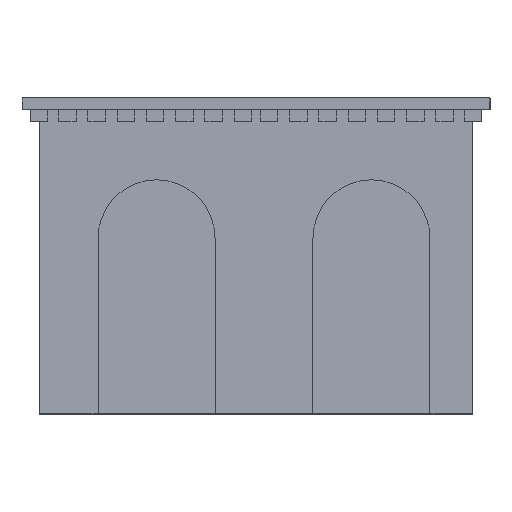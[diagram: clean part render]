
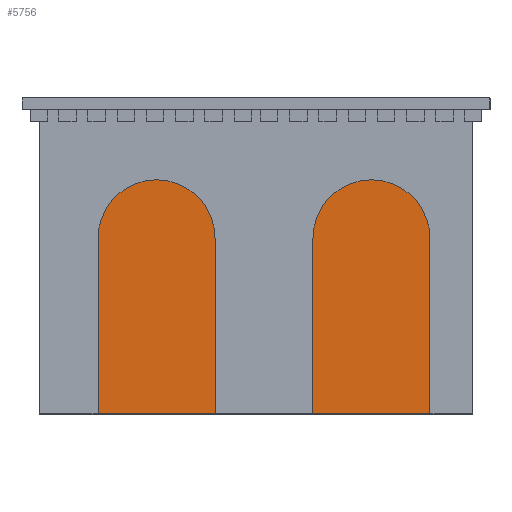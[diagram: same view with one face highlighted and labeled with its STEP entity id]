
A CAD part, top view. The second image highlights one B-rep face of the part: STEP entity #5756.
In plain terms, the highlighted planar face has unit normal (0, 0, 1).
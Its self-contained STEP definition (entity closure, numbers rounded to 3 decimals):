
#78 = EDGE_CURVE ( 'NONE', #256, #6461, #5310, .T. ) ;
#126 = CARTESIAN_POINT ( 'NONE',  ( 32.632, 0., 7.675 ) ) ;
#147 = FACE_OUTER_BOUND ( 'NONE', #5091, .T. ) ;
#256 = VERTEX_POINT ( 'NONE', #2050 ) ;
#352 = VECTOR ( 'NONE', #2850, 1000. ) ;
#538 = LINE ( 'NONE', #6291, #352 ) ;
#593 = VECTOR ( 'NONE', #736, 1000. ) ;
#671 = LINE ( 'NONE', #4129, #2201 ) ;
#723 = CARTESIAN_POINT ( 'NONE',  ( -35.368, 52., 7.675 ) ) ;
#736 = DIRECTION ( 'NONE',  ( 0., 1., 0. ) ) ;
#793 = ORIENTED_EDGE ( 'NONE', *, *, #1297, .T. ) ;
#1297 = EDGE_CURVE ( 'NONE', #1337, #256, #4758, .T. ) ;
#1337 = VERTEX_POINT ( 'NONE', #1794 ) ;
#1383 = ORIENTED_EDGE ( 'NONE', *, *, #3449, .F. ) ;
#1597 = CARTESIAN_POINT ( 'NONE',  ( -35.368, 0., 7.675 ) ) ;
#1794 = CARTESIAN_POINT ( 'NONE',  ( 32.632, 0., 7.675 ) ) ;
#1808 = DIRECTION ( 'NONE',  ( -1., 0., 0. ) ) ;
#2050 = CARTESIAN_POINT ( 'NONE',  ( 32.632, 52., 7.675 ) ) ;
#2201 = VECTOR ( 'NONE', #1808, 1000. ) ;
#2468 = DIRECTION ( 'NONE',  ( 0., 0., -1. ) ) ;
#2850 = DIRECTION ( 'NONE',  ( 0., 1., 0. ) ) ;
#2986 = CARTESIAN_POINT ( 'NONE',  ( -35.368, 0., 7.675 ) ) ;
#3449 = EDGE_CURVE ( 'NONE', #1337, #4203, #671, .T. ) ;
#3694 = CARTESIAN_POINT ( 'NONE',  ( -35.368, 52., 7.675 ) ) ;
#4129 = CARTESIAN_POINT ( 'NONE',  ( -35.368, 0., 7.675 ) ) ;
#4176 = PLANE ( 'NONE',  #5174 ) ;
#4203 = VERTEX_POINT ( 'NONE', #1597 ) ;
#4758 = LINE ( 'NONE', #126, #593 ) ;
#5091 = EDGE_LOOP ( 'NONE', ( #5563, #6945, #1383, #793 ) ) ;
#5174 = AXIS2_PLACEMENT_3D ( 'NONE', #2986, #2468, #5893 ) ;
#5310 = LINE ( 'NONE', #723, #6382 ) ;
#5423 = DIRECTION ( 'NONE',  ( -1., 0., 0. ) ) ;
#5563 = ORIENTED_EDGE ( 'NONE', *, *, #78, .T. ) ;
#5756 = ADVANCED_FACE ( 'NONE', ( #147 ), #4176, .F. ) ;
#5893 = DIRECTION ( 'NONE',  ( -1., 0., 0. ) ) ;
#6291 = CARTESIAN_POINT ( 'NONE',  ( -35.368, 0., 7.675 ) ) ;
#6375 = EDGE_CURVE ( 'NONE', #4203, #6461, #538, .T. ) ;
#6382 = VECTOR ( 'NONE', #5423, 1000. ) ;
#6461 = VERTEX_POINT ( 'NONE', #3694 ) ;
#6945 = ORIENTED_EDGE ( 'NONE', *, *, #6375, .F. ) ;
